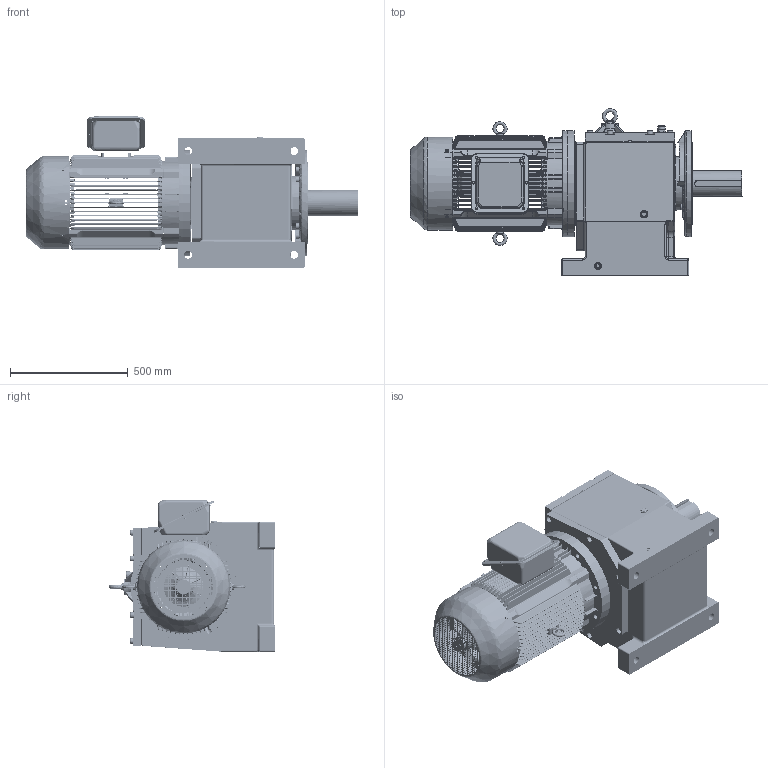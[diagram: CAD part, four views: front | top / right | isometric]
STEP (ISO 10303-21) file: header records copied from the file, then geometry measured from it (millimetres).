
FILE_DESCRIPTION (( 'STEP AP214' ), '1' );
FILE_NAME ('LITE_EK2DO07283.stp', '2024-09-27T04:03:52', ( '' ), ( '' ), 'SwSTEP 2.0', 'SolidWorks 2022', '' );
FILE_SCHEMA (( 'AUTOMOTIVE_DESIGN' ));
Length unit declared in the file: millimetre
Products named in the file (1): LITE_EK2DO07283
Bounding box: 1409.5 x 708.89 x 642.36 mm (x, y, z)
Surface area: 4930039.3 mm2 (no closed solid volume)
Topology: 0 solids, 77 shells, 4075 faces, 18577 edges, 14251 vertices
Faces by surface type: plane 1967, cylinder 1259, bspline 763, cone 86
Full cylindrical faces by diameter (mm): 2.6 x4, 2.7 x1, 4 x3, 6 x5, 8 x4, 9 x1, 10.917 x2, 14 x2, 18 x8, 19 x8, 20.376 x4, 24 x15, 26 x9, 27 x1, 28 x1, 30 x2, 31.4 x1, 32 x6, 33 x4, 33.4 x1, 65 x1, 70 x1, 110 x1, 125 x1, 130 x1, 350 x1, 392 x1, 395.2 x1, 450 x3
Entity records: 298900 total; most frequent: CARTESIAN_POINT 116061, DIRECTION 26607, ORIENTED_EDGE 25162, EDGE_CURVE 18327, VERTEX_POINT 14183, LINE 9767, VECTOR 9767, AXIS2_PLACEMENT_3D 8420
